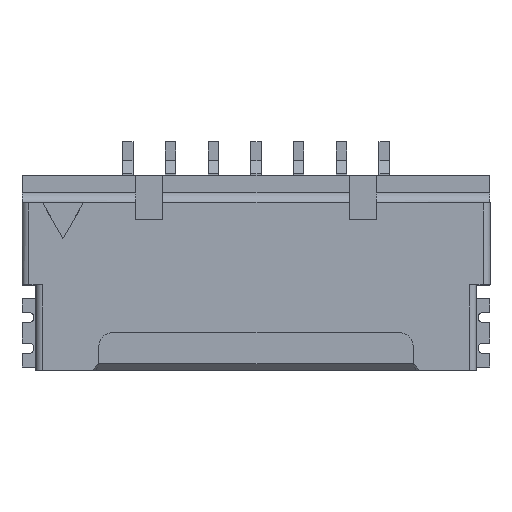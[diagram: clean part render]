
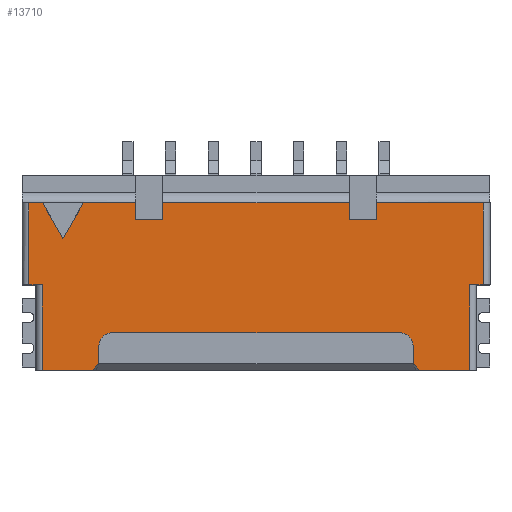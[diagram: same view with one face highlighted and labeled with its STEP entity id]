
A CAD part, top view. The second image highlights one B-rep face of the part: STEP entity #13710.
In plain terms, the highlighted planar face has unit normal (0, 0, 1).
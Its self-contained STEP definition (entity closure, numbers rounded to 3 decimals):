
#11250=CARTESIAN_POINT('',(6.767,-2.832,2.5));
#11260=VERTEX_POINT('',#11250);
#11290=CARTESIAN_POINT('',(6.767,-3.232,2.5));
#11300=DIRECTION('',(0.,0.,1.));
#11310=DIRECTION('',(1.,0.,0.));
#11320=AXIS2_PLACEMENT_3D('',#11290,#11300,#11310);
#11330=CIRCLE('',#11320,0.4);
#11340=CARTESIAN_POINT('',(7.167,-3.232,2.5));
#11350=VERTEX_POINT('',#11340);
#11360=EDGE_CURVE('',#11350,#11260,#11330,.T.);
#11560=CARTESIAN_POINT('',(-22.5,-0.05,2.5));
#11570=DIRECTION('',(0.,0.,1.));
#11580=DIRECTION('',(1.,0.,0.));
#11590=AXIS2_PLACEMENT_3D('',#11560,#11570,#11580);
#11600=PLANE('',#11590);
#11610=CARTESIAN_POINT('',(-1.633,-3.232,2.5));
#11620=DIRECTION('',(0.,0.,1.));
#11630=DIRECTION('',(1.,0.,0.));
#11640=AXIS2_PLACEMENT_3D('',#11610,#11620,#11630);
#11650=CIRCLE('',#11640,0.4);
#11660=CARTESIAN_POINT('',(-1.633,-2.832,2.5));
#11670=VERTEX_POINT('',#11660);
#11680=CARTESIAN_POINT('',(-2.033,-3.232,2.5));
#11690=VERTEX_POINT('',#11680);
#11700=EDGE_CURVE('',#11670,#11690,#11650,.T.);
#11710=ORIENTED_EDGE('',*,*,#11700,.F.);
#11720=CARTESIAN_POINT('',(-2.033,0.,2.5));
#11730=DIRECTION('',(0.,-1.,0.));
#11740=VECTOR('',#11730,1.);
#11750=LINE('',#11720,#11740);
#11760=CARTESIAN_POINT('',(-2.033,-3.732,2.5));
#11770=VERTEX_POINT('',#11760);
#11780=EDGE_CURVE('',#11690,#11770,#11750,.T.);
#11790=ORIENTED_EDGE('',*,*,#11780,.F.);
#11800=CARTESIAN_POINT('',(0.,-1.699,2.5));
#11810=DIRECTION('',(-0.707,-0.707,0.));
#11820=VECTOR('',#11810,1.);
#11830=LINE('',#11800,#11820);
#11840=CARTESIAN_POINT('',(-2.233,-3.932,2.5));
#11850=VERTEX_POINT('',#11840);
#11860=EDGE_CURVE('',#11770,#11850,#11830,.T.);
#11870=ORIENTED_EDGE('',*,*,#11860,.F.);
#11880=CARTESIAN_POINT('',(0.,-3.932,2.5));
#11890=DIRECTION('',(1.,0.,0.));
#11900=VECTOR('',#11890,1.);
#11910=LINE('',#11880,#11900);
#11920=CARTESIAN_POINT('',(-3.683,-3.932,2.5));
#11930=VERTEX_POINT('',#11920);
#11940=EDGE_CURVE('',#11930,#11850,#11910,.T.);
#11950=ORIENTED_EDGE('',*,*,#11940,.T.);
#11960=CARTESIAN_POINT('',(-3.683,-0.05,2.5));
#11970=DIRECTION('',(0.,1.,0.));
#11980=VECTOR('',#11970,1.);
#11990=LINE('',#11960,#11980);
#12000=CARTESIAN_POINT('',(-3.683,-1.432,2.5));
#12010=VERTEX_POINT('',#12000);
#12020=EDGE_CURVE('',#11930,#12010,#11990,.T.);
#12030=ORIENTED_EDGE('',*,*,#12020,.F.);
#12040=CARTESIAN_POINT('',(0.,-1.432,2.5));
#12050=DIRECTION('',(1.,0.,0.));
#12060=VECTOR('',#12050,1.);
#12070=LINE('',#12040,#12060);
#12080=CARTESIAN_POINT('',(-4.083,-1.432,2.5));
#12090=VERTEX_POINT('',#12080);
#12100=EDGE_CURVE('',#12090,#12010,#12070,.T.);
#12110=ORIENTED_EDGE('',*,*,#12100,.T.);
#12120=CARTESIAN_POINT('',(-4.083,-0.05,2.5));
#12130=DIRECTION('',(0.,1.,0.));
#12140=VECTOR('',#12130,1.);
#12150=LINE('',#12120,#12140);
#12160=CARTESIAN_POINT('',(-4.083,0.968,2.5));
#12170=VERTEX_POINT('',#12160);
#12180=EDGE_CURVE('',#12090,#12170,#12150,.T.);
#12190=ORIENTED_EDGE('',*,*,#12180,.F.);
#12200=CARTESIAN_POINT('',(0.,0.968,2.5));
#12210=DIRECTION('',(1.,0.,0.));
#12220=VECTOR('',#12210,1.);
#12230=LINE('',#12200,#12220);
#12240=CARTESIAN_POINT('',(-3.683,0.968,2.5));
#12250=VERTEX_POINT('',#12240);
#12260=EDGE_CURVE('',#12170,#12250,#12230,.T.);
#12270=ORIENTED_EDGE('',*,*,#12260,.F.);
#12280=CARTESIAN_POINT('',(-3.125,0.,2.5));
#12290=DIRECTION('',(0.5,-0.866,0.));
#12300=VECTOR('',#12290,1.);
#12310=LINE('',#12280,#12300);
#12320=CARTESIAN_POINT('',(-3.083,-0.071,2.5));
#12330=VERTEX_POINT('',#12320);
#12340=EDGE_CURVE('',#12250,#12330,#12310,.T.);
#12350=ORIENTED_EDGE('',*,*,#12340,.F.);
#12360=CARTESIAN_POINT('',(-3.042,0.,2.5));
#12370=DIRECTION('',(0.5,0.866,0.));
#12380=VECTOR('',#12370,1.);
#12390=LINE('',#12360,#12380);
#12400=CARTESIAN_POINT('',(-2.483,0.968,2.5));
#12410=VERTEX_POINT('',#12400);
#12420=EDGE_CURVE('',#12330,#12410,#12390,.T.);
#12430=ORIENTED_EDGE('',*,*,#12420,.F.);
#12440=CARTESIAN_POINT('',(0.,0.968,2.5));
#12450=DIRECTION('',(1.,0.,0.));
#12460=VECTOR('',#12450,1.);
#12470=LINE('',#12440,#12460);
#12480=CARTESIAN_POINT('',(-0.958,0.968,2.5));
#12490=VERTEX_POINT('',#12480);
#12500=EDGE_CURVE('',#12410,#12490,#12470,.T.);
#12510=ORIENTED_EDGE('',*,*,#12500,.F.);
#12520=CARTESIAN_POINT('',(-0.958,0.,2.5));
#12530=DIRECTION('',(0.,-1.,0.));
#12540=VECTOR('',#12530,1.);
#12550=LINE('',#12520,#12540);
#12560=CARTESIAN_POINT('',(-0.958,0.468,2.5));
#12570=VERTEX_POINT('',#12560);
#12580=EDGE_CURVE('',#12490,#12570,#12550,.T.);
#12590=ORIENTED_EDGE('',*,*,#12580,.F.);
#12600=CARTESIAN_POINT('',(0.,0.468,2.5));
#12610=DIRECTION('',(-1.,0.,0.));
#12620=VECTOR('',#12610,1.);
#12630=LINE('',#12600,#12620);
#12640=CARTESIAN_POINT('',(-0.158,0.468,2.5));
#12650=VERTEX_POINT('',#12640);
#12660=EDGE_CURVE('',#12650,#12570,#12630,.T.);
#12670=ORIENTED_EDGE('',*,*,#12660,.T.);
#12680=CARTESIAN_POINT('',(-0.158,0.,2.5));
#12690=DIRECTION('',(0.,1.,0.));
#12700=VECTOR('',#12690,1.);
#12710=LINE('',#12680,#12700);
#12720=CARTESIAN_POINT('',(-0.158,0.968,2.5));
#12730=VERTEX_POINT('',#12720);
#12740=EDGE_CURVE('',#12650,#12730,#12710,.T.);
#12750=ORIENTED_EDGE('',*,*,#12740,.F.);
#12760=CARTESIAN_POINT('',(-2.5,0.968,2.5));
#12770=DIRECTION('',(1.,0.,0.));
#12780=VECTOR('',#12770,1.);
#12790=LINE('',#12760,#12780);
#12800=CARTESIAN_POINT('',(5.292,0.968,2.5));
#12810=VERTEX_POINT('',#12800);
#12820=EDGE_CURVE('',#12730,#12810,#12790,.T.);
#12830=ORIENTED_EDGE('',*,*,#12820,.F.);
#12840=CARTESIAN_POINT('',(5.292,0.,2.5));
#12850=DIRECTION('',(0.,1.,0.));
#12860=VECTOR('',#12850,1.);
#12870=LINE('',#12840,#12860);
#12880=CARTESIAN_POINT('',(5.292,0.468,2.5));
#12890=VERTEX_POINT('',#12880);
#12900=EDGE_CURVE('',#12890,#12810,#12870,.T.);
#12910=ORIENTED_EDGE('',*,*,#12900,.T.);
#12920=CARTESIAN_POINT('',(-2.5,0.468,2.5));
#12930=DIRECTION('',(1.,0.,0.));
#12940=VECTOR('',#12930,1.);
#12950=LINE('',#12920,#12940);
#12960=CARTESIAN_POINT('',(6.092,0.468,2.5));
#12970=VERTEX_POINT('',#12960);
#12980=EDGE_CURVE('',#12890,#12970,#12950,.T.);
#12990=ORIENTED_EDGE('',*,*,#12980,.F.);
#13000=CARTESIAN_POINT('',(6.092,0.,2.5));
#13010=DIRECTION('',(0.,-1.,0.));
#13020=VECTOR('',#13010,1.);
#13030=LINE('',#13000,#13020);
#13040=CARTESIAN_POINT('',(6.092,0.968,2.5));
#13050=VERTEX_POINT('',#13040);
#13060=EDGE_CURVE('',#13050,#12970,#13030,.T.);
#13070=ORIENTED_EDGE('',*,*,#13060,.T.);
#13080=CARTESIAN_POINT('',(-2.5,0.968,2.5));
#13090=DIRECTION('',(-1.,0.,0.));
#13100=VECTOR('',#13090,1.);
#13110=LINE('',#13080,#13100);
#13120=CARTESIAN_POINT('',(9.217,0.968,2.5));
#13130=VERTEX_POINT('',#13120);
#13140=EDGE_CURVE('',#13130,#13050,#13110,.T.);
#13150=ORIENTED_EDGE('',*,*,#13140,.T.);
#13160=CARTESIAN_POINT('',(9.217,-0.05,2.5));
#13170=DIRECTION('',(0.,1.,0.));
#13180=VECTOR('',#13170,1.);
#13190=LINE('',#13160,#13180);
#13200=CARTESIAN_POINT('',(9.217,-1.432,2.5));
#13210=VERTEX_POINT('',#13200);
#13220=EDGE_CURVE('',#13210,#13130,#13190,.T.);
#13230=ORIENTED_EDGE('',*,*,#13220,.T.);
#13240=CARTESIAN_POINT('',(-2.5,-1.432,2.5));
#13250=DIRECTION('',(-1.,0.,0.));
#13260=VECTOR('',#13250,1.);
#13270=LINE('',#13240,#13260);
#13280=CARTESIAN_POINT('',(8.817,-1.432,2.5));
#13290=VERTEX_POINT('',#13280);
#13300=EDGE_CURVE('',#13210,#13290,#13270,.T.);
#13310=ORIENTED_EDGE('',*,*,#13300,.F.);
#13320=CARTESIAN_POINT('',(8.817,-0.05,2.5));
#13330=DIRECTION('',(0.,1.,0.));
#13340=VECTOR('',#13330,1.);
#13350=LINE('',#13320,#13340);
#13360=CARTESIAN_POINT('',(8.817,-3.932,2.5));
#13370=VERTEX_POINT('',#13360);
#13380=EDGE_CURVE('',#13370,#13290,#13350,.T.);
#13390=ORIENTED_EDGE('',*,*,#13380,.T.);
#13400=CARTESIAN_POINT('',(-2.5,-3.932,2.5));
#13410=DIRECTION('',(1.,0.,0.));
#13420=VECTOR('',#13410,1.);
#13430=LINE('',#13400,#13420);
#13440=CARTESIAN_POINT('',(7.367,-3.932,2.5));
#13450=VERTEX_POINT('',#13440);
#13460=EDGE_CURVE('',#13450,#13370,#13430,.T.);
#13470=ORIENTED_EDGE('',*,*,#13460,.T.);
#13480=CARTESIAN_POINT('',(-2.5,5.935,2.5));
#13490=DIRECTION('',(0.707,-0.707,0.));
#13500=VECTOR('',#13490,1.);
#13510=LINE('',#13480,#13500);
#13520=CARTESIAN_POINT('',(7.167,-3.732,2.5));
#13530=VERTEX_POINT('',#13520);
#13540=EDGE_CURVE('',#13530,#13450,#13510,.T.);
#13550=ORIENTED_EDGE('',*,*,#13540,.T.);
#13560=CARTESIAN_POINT('',(7.167,0.,2.5));
#13570=DIRECTION('',(0.,-1.,0.));
#13580=VECTOR('',#13570,1.);
#13590=LINE('',#13560,#13580);
#13600=EDGE_CURVE('',#11350,#13530,#13590,.T.);
#13610=ORIENTED_EDGE('',*,*,#13600,.T.);
#13620=ORIENTED_EDGE('',*,*,#11360,.F.);
#13630=CARTESIAN_POINT('',(0.,-2.832,2.5));
#13640=DIRECTION('',(-1.,0.,0.));
#13650=VECTOR('',#13640,1.);
#13660=LINE('',#13630,#13650);
#13670=EDGE_CURVE('',#11260,#11670,#13660,.T.);
#13680=ORIENTED_EDGE('',*,*,#13670,.F.);
#13690=EDGE_LOOP('',(#13680,#13620,#13610,#13550,#13470,#13390,#13310,
#13230,#13150,#13070,#12990,#12910,#12830,#12750,#12670,#12590,#12510,
#12430,#12350,#12270,#12190,#12110,#12030,#11950,#11870,#11790,#11710));
#13700=FACE_OUTER_BOUND('',#13690,.T.);
#13710=ADVANCED_FACE('',(#13700),#11600,.T.);
